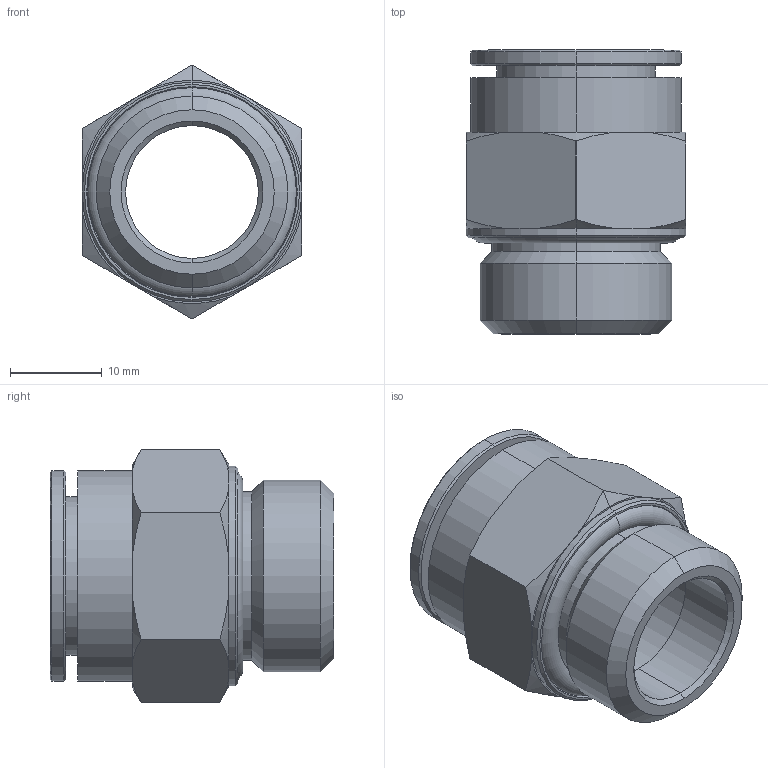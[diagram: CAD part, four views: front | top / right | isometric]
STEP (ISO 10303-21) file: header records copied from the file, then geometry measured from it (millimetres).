
FILE_DESCRIPTION (( 'STEP AP203' ), '1' );
FILE_NAME ('AJPC16-G04.STEP', '2024-07-18T02:59:14', ( '' ), ( '' ), 'SwSTEP 2.0', 'SolidWorks 2020', '' );
FILE_SCHEMA (( 'CONFIG_CONTROL_DESIGN' ));
Length unit declared in the file: millimetre
Products named in the file (1): AJPC16-G04
Bounding box: 24 x 31 x 27.71 mm (x, y, z)
Volume: 6490.3 mm3; surface area: 4792.8 mm2
Topology: 1 solids, 1 shells, 74 faces, 174 edges, 107 vertices
Faces by surface type: cone 37, plane 19, cylinder 16, torus 2
Entity records: 2292 total; most frequent: CARTESIAN_POINT 512, DIRECTION 373, ORIENTED_EDGE 348, EDGE_CURVE 174, AXIS2_PLACEMENT_3D 160, VERTEX_POINT 107, CIRCLE 85, EDGE_LOOP 81
